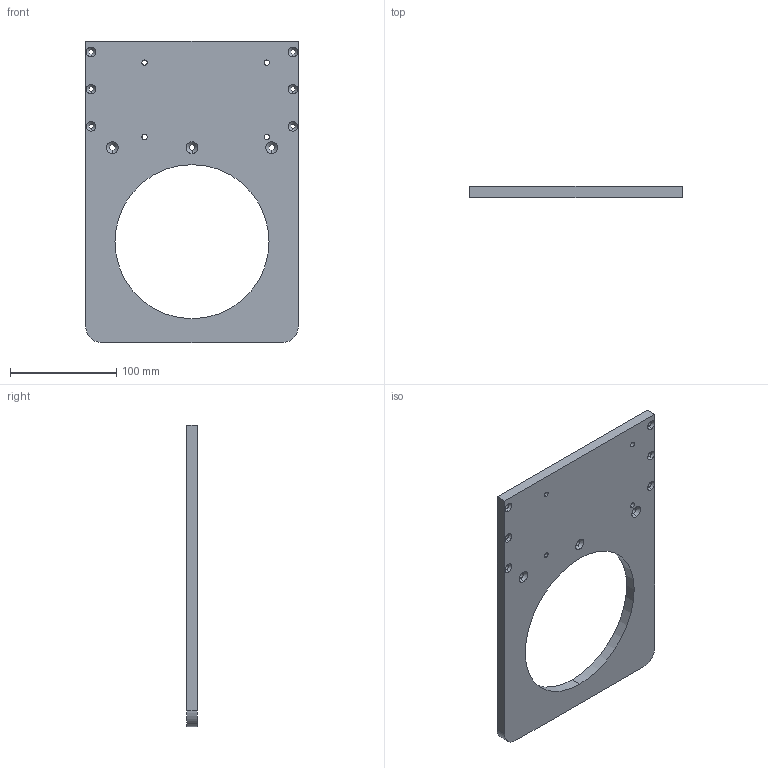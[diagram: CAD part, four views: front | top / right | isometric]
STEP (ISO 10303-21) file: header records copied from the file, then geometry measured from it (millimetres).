
FILE_DESCRIPTION (( 'STEP AP214' ), '1' );
FILE_NAME ('GalvoBottomPlate.STEP', '2022-09-06T14:47:26', ( '' ), ( '' ), 'SwSTEP 2.0', 'SolidWorks 2020', '' );
FILE_SCHEMA (( 'AUTOMOTIVE_DESIGN' ));
Length unit declared in the file: millimetre
Products named in the file (1): GalvoBottomPlate
Bounding box: 200 x 10 x 283.5 mm (x, y, z)
Volume: 397888.1 mm3; surface area: 95655 mm2
Topology: 1 solids, 1 shells, 54 faces, 138 edges, 86 vertices
Faces by surface type: cylinder 30, cone 18, plane 6
Entity records: 1834 total; most frequent: DIRECTION 326, CARTESIAN_POINT 279, ORIENTED_EDGE 276, EDGE_CURVE 138, AXIS2_PLACEMENT_3D 133, VERTEX_POINT 86, EDGE_LOOP 82, CIRCLE 78
